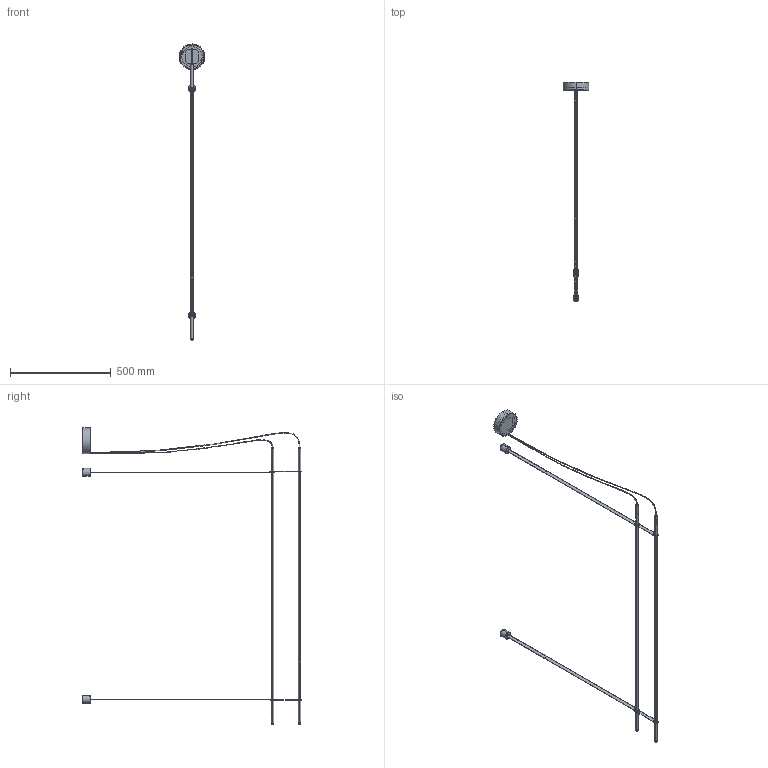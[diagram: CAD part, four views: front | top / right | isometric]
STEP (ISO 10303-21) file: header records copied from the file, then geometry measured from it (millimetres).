
FILE_DESCRIPTION (( 'STEP AP214' ), '1' );
FILE_NAME ('Pablo Designs, Share CAD, T.O, Pendant, 2-Stack.STEP', '2023-02-03T23:37:37', ( '' ), ( '' ), 'SwSTEP 2.0', 'SolidWorks 2019', '' );
FILE_SCHEMA (( 'AUTOMOTIVE_DESIGN' ));
Length unit declared in the file: inch
Products named in the file (34): t_o__pendant__canopy_20220728; T_O__PENDANT__CANOPY__MOUNT_PLA.stp; TO-13; T.O, Pendant, V8.2, Webbing Support Molded Eye; PAN-HEAD-SCREW_4-40X8.stp; T_O__PENDANT__CANOPY_BOTT-13343.stp; T.O, Pendant, V8.2, Webbing Connector; T.O, Pendant, V7, Lamp, Cable Cap; FLAT_4-40_SCREW_X8.stp; PRT0092.stp; T.O Pendant, Webbing Support, Bracket Cover; PAN-HEAD-SCREW_4-40X6.stp; t_o__pendant__webbing_bracket___20220728; T.O, Pendant, V8.2, Lamp, Webbing Suspension; Pablo Designs, Share CAD, T.O, Pendant, 2-Stack; T.O, Pendant, V7.5, Body, Length Studies_54in; 23-00265.stp; DU15W12VA5.stp; T.O Floor, Lens_Standard Floor, 1125mm; T.O, Pendant, V7.4, Webbing Bracket, 072922; T.O, Pendant, V8, Power Cable_2-Stack; DRIVER__LTF__40W__DA40W24V-F3.stp; 026-6.stp; T.O, Pendant, V7, Webbing Connector; FLAT_4-40_SCREW_X6.stp; T.O, Pendant, V7.3, Webbing Support; t_o__pendant__webbing_bracket___20220728.stp; t_o__pendant__canopy_20220728.stp; HEX_NUT_SCREW.stp; BODY-MOVE_COPY4.stp
Assembly tree (54 placements, depth 4):
  Pablo Designs, Share CAD, T.O, Pendant, 2-Stack
    T.O, Pendant, V8.2, Lamp, Webbing Suspension
      T.O, Pendant, V7.3, Webbing Support
      T.O, Pendant, V8.2, Webbing Support Molded Eye
    T.O, Pendant, V8, Power Cable_2-Stack
    t_o__pendant__webbing_bracket___20220728
      t_o__pendant__webbing_bracket___20220728.stp
        BODY-MOVE_COPY4.stp
        23-00265.stp
        FLAT_4-40_SCREW_X6.stp
    T.O, Pendant, V8.2, Lamp, Webbing Suspension
      T.O, Pendant, V7.3, Webbing Support
      T.O, Pendant, V8.2, Webbing Support Molded Eye
    t_o__pendant__webbing_bracket___20220728
      t_o__pendant__webbing_bracket___20220728.stp
        BODY-MOVE_COPY4.stp
        23-00265.stp
        FLAT_4-40_SCREW_X6.stp
    T.O, Pendant, V7, Lamp, Cable Cap  x2
    T.O Floor, Lens_Standard Floor, 1125mm  x2
    T.O, Pendant, V7.5, Body, Length Studies_54in  x2
    TO-13  x2
    t_o__pendant__canopy_20220728
      t_o__pendant__canopy_20220728.stp
        T_O__PENDANT__CANOPY_BOTT-13343.stp
        DRIVER__LTF__40W__DA40W24V-F3.stp
        DU15W12VA5.stp
        026-6.stp
        PRT0092.stp
        PAN-HEAD-SCREW_4-40X6.stp  x4
        PAN-HEAD-SCREW_4-40X8.stp  x2
        FLAT_4-40_SCREW_X8.stp  x2
        HEX_NUT_SCREW.stp
        T_O__PENDANT__CANOPY__MOUNT_PLA.stp
    T.O, Pendant, V7.4, Webbing Bracket, 072922  x2
    T.O Pendant, Webbing Support, Bracket Cover  x2
    T.O, Pendant, V8.2, Webbing Connector
      T.O, Pendant, V7, Webbing Connector
      T.O, Pendant, V8.2, Webbing Support Molded Eye  x2
    T.O, Pendant, V8.2, Webbing Connector
      T.O, Pendant, V7, Webbing Connector
      T.O, Pendant, V8.2, Webbing Support Molded Eye  x2
Bounding box: 127 x 1088.58 x 1470.26 mm (x, y, z)
Volume: 428567.8 mm3; surface area: 530036.3 mm2
Topology: 43 solids, 56 shells, 1578 faces, 4101 edges, 2623 vertices
Faces by surface type: plane 845, cylinder 442, torus 138, cone 61, sphere 56, bspline 36
Entity records: 30150 total; most frequent: CARTESIAN_POINT 9082, DIRECTION 4054, ORIENTED_EDGE 3898, EDGE_CURVE 1971, AXIS2_PLACEMENT_3D 1555, VERTEX_POINT 1264, LINE 944, VECTOR 944
